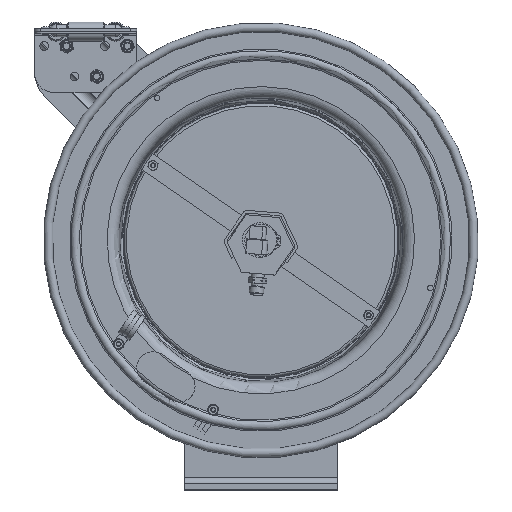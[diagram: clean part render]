
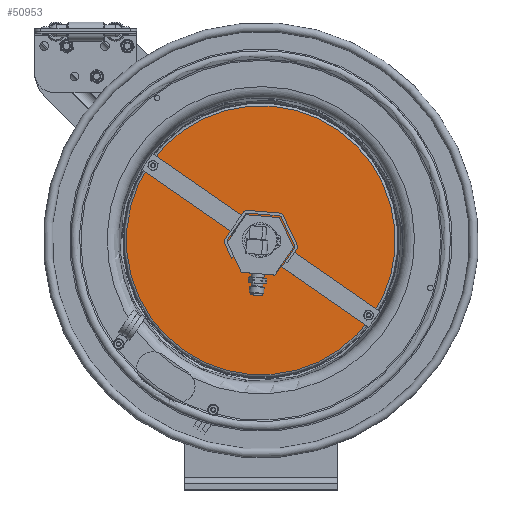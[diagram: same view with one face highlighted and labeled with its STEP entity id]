
A CAD part, top view. The second image highlights one B-rep face of the part: STEP entity #50953.
In plain terms, the highlighted planar face has unit normal (0, 0, 1).
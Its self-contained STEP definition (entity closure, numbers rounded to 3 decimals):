
#3224=FACE_BOUND('',#7144,.T.);
#3225=FACE_BOUND('',#7145,.T.);
#3226=FACE_BOUND('',#7146,.T.);
#4947=FACE_OUTER_BOUND('',#7143,.T.);
#7143=EDGE_LOOP('',(#44599,#44600));
#7144=EDGE_LOOP('',(#44601));
#7145=EDGE_LOOP('',(#44602));
#7146=EDGE_LOOP('',(#44603));
#8705=CIRCLE('',#54090,5.255);
#8706=CIRCLE('',#54091,5.255);
#8710=CIRCLE('',#54096,0.1);
#8711=CIRCLE('',#54097,0.1);
#8712=CIRCLE('',#54098,0.65);
#24505=VERTEX_POINT('',#91804);
#24506=VERTEX_POINT('',#91805);
#24509=VERTEX_POINT('',#91814);
#24510=VERTEX_POINT('',#91816);
#24511=VERTEX_POINT('',#91818);
#32725=EDGE_CURVE('',#24505,#24506,#8705,.T.);
#32726=EDGE_CURVE('',#24506,#24505,#8706,.T.);
#32730=EDGE_CURVE('',#24509,#24509,#8710,.T.);
#32731=EDGE_CURVE('',#24510,#24510,#8711,.T.);
#32732=EDGE_CURVE('',#24511,#24511,#8712,.T.);
#44599=ORIENTED_EDGE('',*,*,#32725,.T.);
#44600=ORIENTED_EDGE('',*,*,#32726,.T.);
#44601=ORIENTED_EDGE('',*,*,#32730,.T.);
#44602=ORIENTED_EDGE('',*,*,#32731,.T.);
#44603=ORIENTED_EDGE('',*,*,#32732,.T.);
#47244=PLANE('',#54095);
#50953=ADVANCED_FACE('',(#4947,#3224,#3225,#3226),#47244,.T.);
#54090=AXIS2_PLACEMENT_3D('',#91806,#64148,#64149);
#54091=AXIS2_PLACEMENT_3D('',#91807,#64150,#64151);
#54095=AXIS2_PLACEMENT_3D('',#91813,#64158,#64159);
#54096=AXIS2_PLACEMENT_3D('',#91815,#64160,#64161);
#54097=AXIS2_PLACEMENT_3D('',#91817,#64162,#64163);
#54098=AXIS2_PLACEMENT_3D('',#91819,#64164,#64165);
#64148=DIRECTION('center_axis',(0.,0.,
1.));
#64149=DIRECTION('ref_axis',(-0.571,-0.821,0.));
#64150=DIRECTION('center_axis',(0.,0.,
1.));
#64151=DIRECTION('ref_axis',(-0.571,-0.821,0.));
#64158=DIRECTION('center_axis',(0.,0.,
1.));
#64159=DIRECTION('ref_axis',(-0.821,0.571,0.));
#64160=DIRECTION('center_axis',(0.,0.,
-1.));
#64161=DIRECTION('ref_axis',(-0.571,-0.821,0.));
#64162=DIRECTION('center_axis',(0.,0.,
-1.));
#64163=DIRECTION('ref_axis',(-0.571,-0.821,0.));
#64164=DIRECTION('center_axis',(0.,0.,
-1.));
#64165=DIRECTION('ref_axis',(0.571,0.821,0.));
#91804=CARTESIAN_POINT('',(-3.029,-3.86,2.77));
#91805=CARTESIAN_POINT('',(4.285,-2.542,2.77));
#91806=CARTESIAN_POINT('Origin',(-0.031,0.456,2.77));
#91807=CARTESIAN_POINT('Origin',(-0.031,0.456,2.77));
#91813=CARTESIAN_POINT('Origin',(-1.53,-1.702,2.77));
#91814=CARTESIAN_POINT('',(-4.296,3.298,2.77));
#91815=CARTESIAN_POINT('Origin',(-4.239,3.38,2.77));
#91816=CARTESIAN_POINT('',(4.121,-2.55,2.77));
#91817=CARTESIAN_POINT('Origin',(4.178,-2.468,2.77));
#91818=CARTESIAN_POINT('',(-0.401,-0.078,2.77));
#91819=CARTESIAN_POINT('Origin',(-0.031,0.456,2.77));
